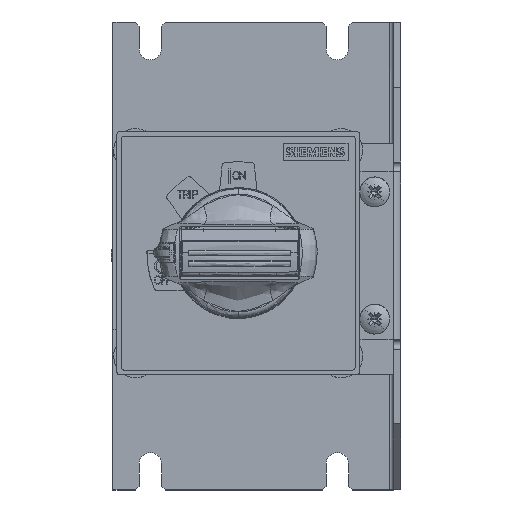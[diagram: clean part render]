
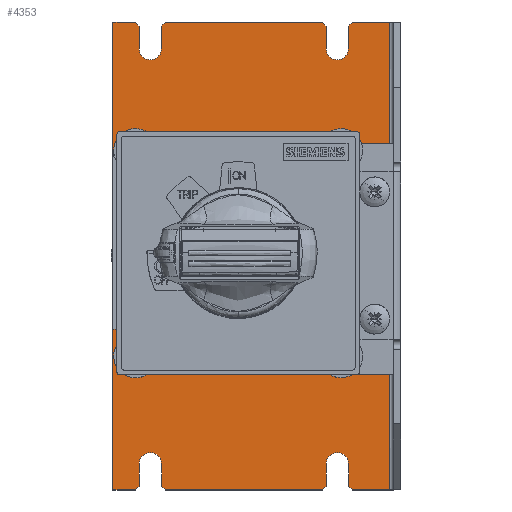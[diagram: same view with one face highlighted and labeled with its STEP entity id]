
A CAD part, top view. The second image highlights one B-rep face of the part: STEP entity #4353.
In plain terms, the highlighted planar face has unit normal (0, 0, 1).
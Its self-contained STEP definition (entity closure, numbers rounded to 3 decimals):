
#4353=ADVANCED_FACE('',(#10524),#10525,.F.);
#6487=EDGE_CURVE('',#13538,#13534,#13539,.T.);
#6495=EDGE_CURVE('',#13534,#13546,#13550,.T.);
#6499=EDGE_CURVE('',#13546,#13554,#13555,.T.);
#6509=EDGE_CURVE('',#13554,#13565,#13568,.T.);
#6515=EDGE_CURVE('',#13565,#13573,#13576,.T.);
#6517=EDGE_CURVE('',#13573,#13578,#13579,.T.);
#6525=EDGE_CURVE('',#13578,#13586,#13590,.T.);
#6531=EDGE_CURVE('',#13586,#13594,#13598,.T.);
#6535=EDGE_CURVE('',#13594,#13602,#13603,.T.);
#6545=EDGE_CURVE('',#13602,#13613,#13616,.T.);
#6551=EDGE_CURVE('',#13613,#13621,#13624,.T.);
#6557=EDGE_CURVE('',#13621,#13629,#13632,.T.);
#6563=EDGE_CURVE('',#13629,#13637,#13640,.T.);
#6565=EDGE_CURVE('',#13637,#13642,#13643,.T.);
#6573=EDGE_CURVE('',#13642,#13650,#13654,.T.);
#6579=EDGE_CURVE('',#13650,#13658,#13662,.T.);
#6583=EDGE_CURVE('',#13658,#13666,#13667,.T.);
#6593=EDGE_CURVE('',#13666,#13677,#13680,.T.);
#6599=EDGE_CURVE('',#13677,#13685,#13688,.T.);
#6601=EDGE_CURVE('',#13685,#13690,#13691,.T.);
#6609=EDGE_CURVE('',#13690,#13698,#13702,.T.);
#6615=EDGE_CURVE('',#13698,#13706,#13710,.T.);
#6619=EDGE_CURVE('',#13706,#13714,#13715,.T.);
#6629=EDGE_CURVE('',#13714,#13725,#13728,.T.);
#6635=EDGE_CURVE('',#13725,#13733,#13736,.T.);
#6647=EDGE_CURVE('',#13754,#13755,#13756,.T.);
#6655=EDGE_CURVE('',#13764,#13767,#13768,.T.);
#6679=EDGE_CURVE('',#13764,#13538,#13801,.T.);
#6699=EDGE_CURVE('',#13733,#13755,#13826,.T.);
#6881=EDGE_CURVE('',#14079,#13754,#14080,.T.);
#6883=EDGE_CURVE('',#14079,#14082,#14083,.T.);
#6885=EDGE_CURVE('',#14082,#13767,#14085,.T.);
#10524=FACE_OUTER_BOUND('',#22890,.T.);
#10525=PLANE('',#22891);
#13534=VERTEX_POINT('',#29216);
#13538=VERTEX_POINT('',#29222);
#13539=LINE('',#29223,#29224);
#13546=VERTEX_POINT('',#29236);
#13550=LINE('',#29242,#29243);
#13554=VERTEX_POINT('',#29250);
#13555=CIRCLE('',#29251,3.0);
#13565=VERTEX_POINT('',#29267);
#13568=LINE('',#29272,#29273);
#13573=VERTEX_POINT('',#29281);
#13576=LINE('',#29286,#29287);
#13578=VERTEX_POINT('',#29290);
#13579=LINE('',#29291,#29292);
#13586=VERTEX_POINT('',#29304);
#13590=LINE('',#29310,#29311);
#13594=VERTEX_POINT('',#29318);
#13598=LINE('',#29324,#29325);
#13602=VERTEX_POINT('',#29332);
#13603=CIRCLE('',#29333,3.0);
#13613=VERTEX_POINT('',#29349);
#13616=LINE('',#29354,#29355);
#13621=VERTEX_POINT('',#29363);
#13624=LINE('',#29368,#29369);
#13629=VERTEX_POINT('',#29377);
#13632=LINE('',#29382,#29383);
#13637=VERTEX_POINT('',#29391);
#13640=LINE('',#29396,#29397);
#13642=VERTEX_POINT('',#29400);
#13643=LINE('',#29401,#29402);
#13650=VERTEX_POINT('',#29414);
#13654=LINE('',#29420,#29421);
#13658=VERTEX_POINT('',#29428);
#13662=LINE('',#29434,#29435);
#13666=VERTEX_POINT('',#29442);
#13667=CIRCLE('',#29443,3.0);
#13677=VERTEX_POINT('',#29459);
#13680=LINE('',#29464,#29465);
#13685=VERTEX_POINT('',#29473);
#13688=LINE('',#29478,#29479);
#13690=VERTEX_POINT('',#29482);
#13691=LINE('',#29483,#29484);
#13698=VERTEX_POINT('',#29496);
#13702=LINE('',#29502,#29503);
#13706=VERTEX_POINT('',#29510);
#13710=LINE('',#29516,#29517);
#13714=VERTEX_POINT('',#29524);
#13715=CIRCLE('',#29525,3.0);
#13725=VERTEX_POINT('',#29541);
#13728=LINE('',#29546,#29547);
#13733=VERTEX_POINT('',#29555);
#13736=LINE('',#29560,#29561);
#13754=VERTEX_POINT('',#29585);
#13755=VERTEX_POINT('',#29586);
#13756=LINE('',#29587,#29588);
#13764=VERTEX_POINT('',#29600);
#13767=VERTEX_POINT('',#29604);
#13768=LINE('',#29605,#29606);
#13801=LINE('',#29662,#29663);
#13826=LINE('',#29705,#29706);
#14079=VERTEX_POINT('',#30185);
#14080=LINE('',#30186,#30187);
#14082=VERTEX_POINT('',#30190);
#14083=LINE('',#30191,#30192);
#14085=LINE('',#30195,#30196);
#22890=EDGE_LOOP('',(#40425,#40426,#40427,#40428,#40429,#40430,#40431,#40432,#40433,#40434,#40435,#40436,#40437,#40438,#40439,#40440,#40441,#40442,#40443,#40444,#40445,#40446,#40447,#40448,#40449,#40450,#40451,#40452,#40453,#40454,#40455,#40456));
#22891=AXIS2_PLACEMENT_3D('',#40457,#40458,#40459);
#29216=CARTESIAN_POINT('',(63.5,124.0,2.0));
#29222=CARTESIAN_POINT('',(64.5,125.0,2.0));
#29223=CARTESIAN_POINT('',(64.5,125.0,2.0));
#29224=VECTOR('',#43701,1.414);
#29236=CARTESIAN_POINT('',(63.5,118.0,2.0));
#29242=CARTESIAN_POINT('',(63.5,124.0,2.0));
#29243=VECTOR('',#43705,6.);
#29250=CARTESIAN_POINT('',(57.5,118.0,2.0));
#29251=AXIS2_PLACEMENT_3D('',#43707,#43708,#43709);
#29267=CARTESIAN_POINT('',(57.5,124.0,2.0));
#29272=CARTESIAN_POINT('',(57.5,118.0,2.0));
#29273=VECTOR('',#43716,6.);
#29281=CARTESIAN_POINT('',(56.5,125.0,2.0));
#29286=CARTESIAN_POINT('',(57.5,124.0,2.0));
#29287=VECTOR('',#43719,1.414);
#29290=CARTESIAN_POINT('',(14.5,125.0,2.0));
#29291=CARTESIAN_POINT('',(56.5,125.0,2.0));
#29292=VECTOR('',#43720,42.0);
#29304=CARTESIAN_POINT('',(13.5,124.0,2.0));
#29310=CARTESIAN_POINT('',(14.5,125.0,2.0));
#29311=VECTOR('',#43724,1.414);
#29318=CARTESIAN_POINT('',(13.5,118.0,2.0));
#29324=CARTESIAN_POINT('',(13.5,124.0,2.0));
#29325=VECTOR('',#43727,6.0);
#29332=CARTESIAN_POINT('',(7.5,118.0,2.0));
#29333=AXIS2_PLACEMENT_3D('',#43729,#43730,#43731);
#29349=CARTESIAN_POINT('',(7.5,124.0,2.0));
#29354=CARTESIAN_POINT('',(7.5,118.0,2.0));
#29355=VECTOR('',#43738,6.0);
#29363=CARTESIAN_POINT('',(6.5,125.0,2.0));
#29368=CARTESIAN_POINT('',(7.5,124.0,2.0));
#29369=VECTOR('',#43741,1.414);
#29377=CARTESIAN_POINT('',(0.5,125.0,2.0));
#29382=CARTESIAN_POINT('',(6.5,125.0,2.0));
#29383=VECTOR('',#43744,6.0);
#29391=CARTESIAN_POINT('',(0.5,0.0,2.0));
#29396=CARTESIAN_POINT('',(0.5,125.0,2.0));
#29397=VECTOR('',#43747,125.0);
#29400=CARTESIAN_POINT('',(6.5,0.0,2.0));
#29401=CARTESIAN_POINT('',(0.5,0.0,2.0));
#29402=VECTOR('',#43748,6.0);
#29414=CARTESIAN_POINT('',(7.5,1.0,2.0));
#29420=CARTESIAN_POINT('',(6.5,0.0,2.0));
#29421=VECTOR('',#43752,1.414);
#29428=CARTESIAN_POINT('',(7.5,7.0,2.0));
#29434=CARTESIAN_POINT('',(7.5,1.0,2.0));
#29435=VECTOR('',#43755,6.0);
#29442=CARTESIAN_POINT('',(13.5,7.0,2.0));
#29443=AXIS2_PLACEMENT_3D('',#43757,#43758,#43759);
#29459=CARTESIAN_POINT('',(13.5,1.0,2.0));
#29464=CARTESIAN_POINT('',(13.5,7.0,2.0));
#29465=VECTOR('',#43766,6.0);
#29473=CARTESIAN_POINT('',(14.5,0.0,2.0));
#29478=CARTESIAN_POINT('',(13.5,1.0,2.0));
#29479=VECTOR('',#43769,1.414);
#29482=CARTESIAN_POINT('',(56.5,0.0,2.0));
#29483=CARTESIAN_POINT('',(14.5,0.0,2.0));
#29484=VECTOR('',#43770,42.0);
#29496=CARTESIAN_POINT('',(57.5,1.0,2.0));
#29502=CARTESIAN_POINT('',(56.5,0.0,2.0));
#29503=VECTOR('',#43774,1.414);
#29510=CARTESIAN_POINT('',(57.5,7.0,2.0));
#29516=CARTESIAN_POINT('',(57.5,1.0,2.0));
#29517=VECTOR('',#43777,6.0);
#29524=CARTESIAN_POINT('',(63.5,7.0,2.0));
#29525=AXIS2_PLACEMENT_3D('',#43779,#43780,#43781);
#29541=CARTESIAN_POINT('',(63.5,1.0,2.0));
#29546=CARTESIAN_POINT('',(63.5,7.0,2.0));
#29547=VECTOR('',#43788,6.0);
#29555=CARTESIAN_POINT('',(64.5,0.0,2.0));
#29560=CARTESIAN_POINT('',(63.5,1.0,2.0));
#29561=VECTOR('',#43791,1.414);
#29585=CARTESIAN_POINT('',(74.5,50.8,2.));
#29586=CARTESIAN_POINT('',(74.5,0.0,2.));
#29587=CARTESIAN_POINT('',(74.5,125.0,2.0));
#29588=VECTOR('',#43807,125.0);
#29600=CARTESIAN_POINT('',(74.5,125.0,2.0));
#29604=CARTESIAN_POINT('',(74.5,74.2,2.0));
#29605=CARTESIAN_POINT('',(74.5,125.0,2.0));
#29606=VECTOR('',#43815,125.0);
#29662=CARTESIAN_POINT('',(74.5,125.0,2.0));
#29663=VECTOR('',#43827,10.);
#29705=CARTESIAN_POINT('',(64.5,0.0,2.0));
#29706=VECTOR('',#43841,10.);
#30185=CARTESIAN_POINT('',(1.0,50.8,2.));
#30186=CARTESIAN_POINT('',(38.0,50.8,2.0));
#30187=VECTOR('',#44038,1.0);
#30190=CARTESIAN_POINT('',(1.0,74.2,2.));
#30191=CARTESIAN_POINT('',(1.0,22.063,2.0));
#30192=VECTOR('',#44039,1.0);
#30195=CARTESIAN_POINT('',(38.0,74.2,2.0));
#30196=VECTOR('',#44040,1.0);
#40425=ORIENTED_EDGE('',*,*,#6881,.F.);
#40426=ORIENTED_EDGE('',*,*,#6883,.T.);
#40427=ORIENTED_EDGE('',*,*,#6885,.T.);
#40428=ORIENTED_EDGE('',*,*,#6655,.F.);
#40429=ORIENTED_EDGE('',*,*,#6679,.T.);
#40430=ORIENTED_EDGE('',*,*,#6487,.T.);
#40431=ORIENTED_EDGE('',*,*,#6495,.T.);
#40432=ORIENTED_EDGE('',*,*,#6499,.T.);
#40433=ORIENTED_EDGE('',*,*,#6509,.T.);
#40434=ORIENTED_EDGE('',*,*,#6515,.T.);
#40435=ORIENTED_EDGE('',*,*,#6517,.T.);
#40436=ORIENTED_EDGE('',*,*,#6525,.T.);
#40437=ORIENTED_EDGE('',*,*,#6531,.T.);
#40438=ORIENTED_EDGE('',*,*,#6535,.T.);
#40439=ORIENTED_EDGE('',*,*,#6545,.T.);
#40440=ORIENTED_EDGE('',*,*,#6551,.T.);
#40441=ORIENTED_EDGE('',*,*,#6557,.T.);
#40442=ORIENTED_EDGE('',*,*,#6563,.T.);
#40443=ORIENTED_EDGE('',*,*,#6565,.T.);
#40444=ORIENTED_EDGE('',*,*,#6573,.T.);
#40445=ORIENTED_EDGE('',*,*,#6579,.T.);
#40446=ORIENTED_EDGE('',*,*,#6583,.T.);
#40447=ORIENTED_EDGE('',*,*,#6593,.T.);
#40448=ORIENTED_EDGE('',*,*,#6599,.T.);
#40449=ORIENTED_EDGE('',*,*,#6601,.T.);
#40450=ORIENTED_EDGE('',*,*,#6609,.T.);
#40451=ORIENTED_EDGE('',*,*,#6615,.T.);
#40452=ORIENTED_EDGE('',*,*,#6619,.T.);
#40453=ORIENTED_EDGE('',*,*,#6629,.T.);
#40454=ORIENTED_EDGE('',*,*,#6635,.T.);
#40455=ORIENTED_EDGE('',*,*,#6699,.T.);
#40456=ORIENTED_EDGE('',*,*,#6647,.F.);
#40457=CARTESIAN_POINT('',(0.5,0.0,2.0));
#40458=DIRECTION('',(0.0,0.0,-1.0));
#40459=DIRECTION('',(1.0,0.0,0.0));
#43701=DIRECTION('',(-0.707,-0.707,0.));
#43705=DIRECTION('',(0.0,-1.0,0.0));
#43707=CARTESIAN_POINT('',(60.5,118.0,2.0));
#43708=DIRECTION('',(0.0,0.0,-1.0));
#43709=DIRECTION('',(1.0,0.,0.0));
#43716=DIRECTION('',(0.0,1.0,0.0));
#43719=DIRECTION('',(-0.707,0.707,0.));
#43720=DIRECTION('',(-1.0,0.0,0.0));
#43724=DIRECTION('',(-0.707,-0.707,-0.0));
#43727=DIRECTION('',(0.0,-1.0,0.0));
#43729=CARTESIAN_POINT('',(10.5,118.0,2.0));
#43730=DIRECTION('',(0.0,0.0,-1.0));
#43731=DIRECTION('',(1.0,0.,0.0));
#43738=DIRECTION('',(0.0,1.0,0.0));
#43741=DIRECTION('',(-0.707,0.707,0.0));
#43744=DIRECTION('',(-1.0,0.0,0.0));
#43747=DIRECTION('',(0.0,-1.0,0.0));
#43748=DIRECTION('',(1.0,0.0,0.0));
#43752=DIRECTION('',(0.707,0.707,0.));
#43755=DIRECTION('',(0.0,1.0,0.0));
#43757=CARTESIAN_POINT('',(10.5,7.0,2.0));
#43758=DIRECTION('',(0.0,0.,-1.0));
#43759=DIRECTION('',(-1.0,0.0,0.0));
#43766=DIRECTION('',(0.0,-1.0,0.0));
#43769=DIRECTION('',(0.707,-0.707,0.));
#43770=DIRECTION('',(1.0,0.0,0.0));
#43774=DIRECTION('',(0.707,0.707,0.));
#43777=DIRECTION('',(0.0,1.0,0.0));
#43779=CARTESIAN_POINT('',(60.5,7.0,2.0));
#43780=DIRECTION('',(0.0,0.,-1.0));
#43781=DIRECTION('',(-1.0,0.0,0.0));
#43788=DIRECTION('',(0.0,-1.0,0.0));
#43791=DIRECTION('',(0.707,-0.707,0.));
#43807=DIRECTION('',(0.0,-1.0,0.0));
#43815=DIRECTION('',(0.0,-1.0,0.0));
#43827=DIRECTION('',(-1.0,0.0,0.0));
#43841=DIRECTION('',(1.0,0.0,0.));
#44038=DIRECTION('',(1.0,0.,0.));
#44039=DIRECTION('',(0.0,1.0,0.0));
#44040=DIRECTION('',(1.0,0.,0.));
